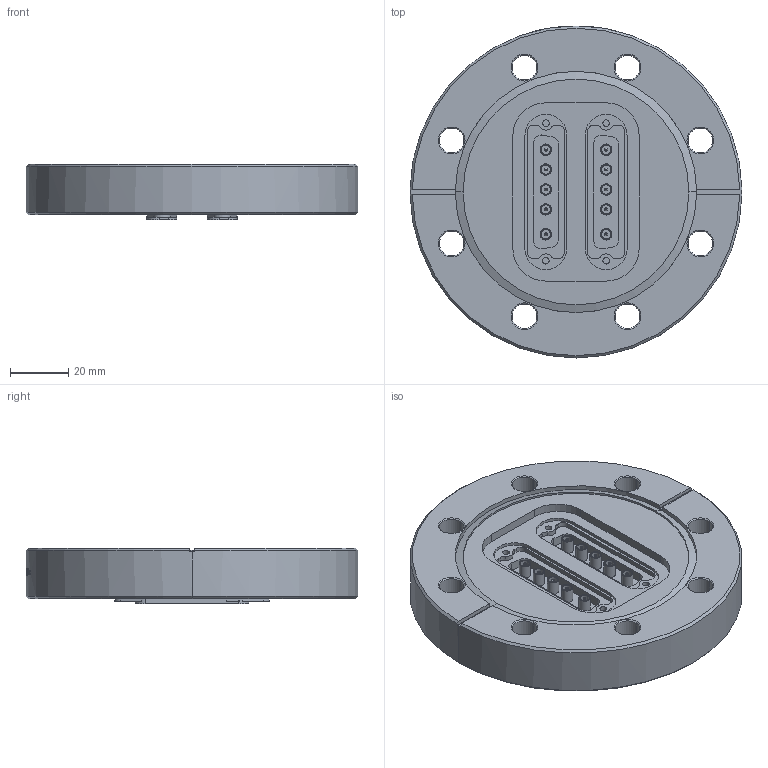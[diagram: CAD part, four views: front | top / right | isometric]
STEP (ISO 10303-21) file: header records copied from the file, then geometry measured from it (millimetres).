
FILE_DESCRIPTION(/* description */ ('Alibre Inc.'),/* implementation_level */ '2;1');
FILE_NAME(/* name */ 'export0',/* time_stamp */ '2017-01-03T15:21:05-08:00',/* author */ (''),/* organization */ (''),/* preprocessor_version */ 'ST-DEVELOPER v14',/* originating_system */ 'Alibre',/* authorisation */ '');
FILE_SCHEMA (('CONFIG_CONTROL_DESIGN'));
Length unit declared in the file: centimetre
Products named in the file (1): ID_1
Bounding box: 113.54 x 113.54 x 19.02 mm (x, y, z)
Volume: 145047.7 mm3; surface area: 35607.6 mm2
Topology: 1 solids, 1 shells, 705 faces, 1688 edges, 1094 vertices
Faces by surface type: plane 276, cylinder 190, bspline 140, cone 78, torus 20, sphere 1
Full cylindrical faces by diameter (mm): 0.965 x20, 2.261 x8, 3.175 x20, 3.886 x20
Entity records: 43994 total; most frequent: CARTESIAN_POINT 29337, ORIENTED_EDGE 3112, DIRECTION 2399, EDGE_CURVE 1556, VERTEX_POINT 1090, AXIS2_PLACEMENT_3D 1077, EDGE_LOOP 958, FACE_BOUND 958
